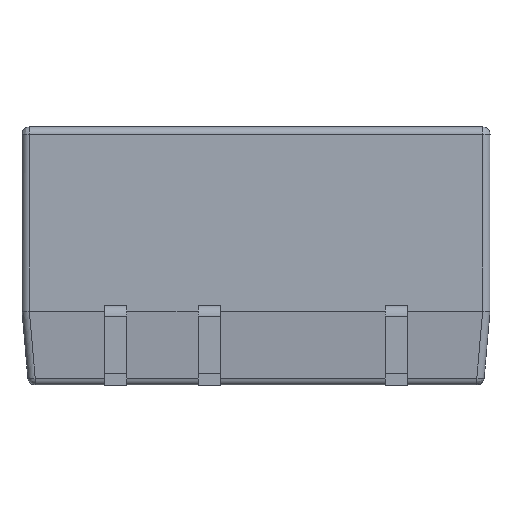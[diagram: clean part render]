
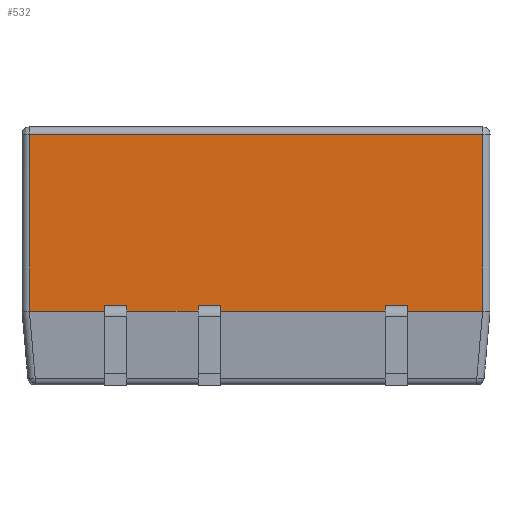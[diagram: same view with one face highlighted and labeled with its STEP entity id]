
A CAD part, front view. The second image highlights one B-rep face of the part: STEP entity #532.
In plain terms, the highlighted planar face has unit normal (0, -1, 0).
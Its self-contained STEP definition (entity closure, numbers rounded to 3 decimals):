
#161 = VERTEX_POINT ( 'NONE', #6896 ) ;
#217 = VERTEX_POINT ( 'NONE', #8009 ) ;
#301 = ORIENTED_EDGE ( 'NONE', *, *, #6521, .T. ) ;
#345 = LINE ( 'NONE', #2971, #6475 ) ;
#418 = CARTESIAN_POINT ( 'NONE',  ( 6.35, -4.15, 7. ) ) ;
#439 = VECTOR ( 'NONE', #5885, 1000. ) ;
#472 = LINE ( 'NONE', #7335, #7004 ) ;
#532 = ADVANCED_FACE ( 'NONE', ( #2383 ), #6641, .T. ) ;
#535 = EDGE_CURVE ( 'NONE', #5639, #7526, #1153, .T. ) ;
#567 = VECTOR ( 'NONE', #7595, 1000. ) ;
#730 = CARTESIAN_POINT ( 'NONE',  ( -3.51, -4.15, -0.003 ) ) ;
#745 = ORIENTED_EDGE ( 'NONE', *, *, #2000, .T. ) ;
#747 = VECTOR ( 'NONE', #7066, 1000. ) ;
#795 = VERTEX_POINT ( 'NONE', #6092 ) ;
#866 = EDGE_CURVE ( 'NONE', #2789, #795, #6300, .T. ) ;
#874 = DIRECTION ( 'NONE',  ( 1., 0., 0. ) ) ;
#1119 = DIRECTION ( 'NONE',  ( 1., 0., 0. ) ) ;
#1120 = ORIENTED_EDGE ( 'NONE', *, *, #4010, .T. ) ;
#1153 = LINE ( 'NONE', #4216, #2388 ) ;
#1174 = VERTEX_POINT ( 'NONE', #3074 ) ;
#1224 = CARTESIAN_POINT ( 'NONE',  ( -6.15, -4.15, 7. ) ) ;
#1229 = EDGE_CURVE ( 'NONE', #4553, #4021, #5147, .T. ) ;
#1337 = CARTESIAN_POINT ( 'NONE',  ( -4.11, -4.15, 0.297 ) ) ;
#1342 = CARTESIAN_POINT ( 'NONE',  ( 6.35, -4.15, 2.15 ) ) ;
#1358 = EDGE_LOOP ( 'NONE', ( #1737, #6301, #1649, #7742, #2236, #3886, #3817, #3288, #4430, #5240, #7055, #6557, #301, #1937, #1120, #745 ) ) ;
#1488 = EDGE_CURVE ( 'NONE', #6894, #2443, #3378, .T. ) ;
#1563 = DIRECTION ( 'NONE',  ( 0., 0., 1. ) ) ;
#1612 = CARTESIAN_POINT ( 'NONE',  ( 3.51, -4.15, 2.15 ) ) ;
#1649 = ORIENTED_EDGE ( 'NONE', *, *, #5363, .T. ) ;
#1737 = ORIENTED_EDGE ( 'NONE', *, *, #3356, .T. ) ;
#1742 = VERTEX_POINT ( 'NONE', #2532 ) ;
#1785 = DIRECTION ( 'NONE',  ( 0., 0., -1. ) ) ;
#1937 = ORIENTED_EDGE ( 'NONE', *, *, #3709, .F. ) ;
#1999 = EDGE_CURVE ( 'NONE', #6894, #5821, #5606, .T. ) ;
#2000 = EDGE_CURVE ( 'NONE', #1174, #3609, #5525, .T. ) ;
#2120 = LINE ( 'NONE', #4019, #4620 ) ;
#2152 = VERTEX_POINT ( 'NONE', #6381 ) ;
#2182 = LINE ( 'NONE', #7821, #5692 ) ;
#2236 = ORIENTED_EDGE ( 'NONE', *, *, #5319, .F. ) ;
#2276 = DIRECTION ( 'NONE',  ( 0., -1., 0. ) ) ;
#2323 = LINE ( 'NONE', #4232, #3826 ) ;
#2383 = FACE_OUTER_BOUND ( 'NONE', #1358, .T. ) ;
#2388 = VECTOR ( 'NONE', #6180, 1000. ) ;
#2443 = VERTEX_POINT ( 'NONE', #5121 ) ;
#2532 = CARTESIAN_POINT ( 'NONE',  ( 6.15, -4.15, 2. ) ) ;
#2634 = LINE ( 'NONE', #3917, #7567 ) ;
#2716 = CARTESIAN_POINT ( 'NONE',  ( -6.15, -4.15, 6.8 ) ) ;
#2789 = VERTEX_POINT ( 'NONE', #2716 ) ;
#2932 = DIRECTION ( 'NONE',  ( 0., 0., 1. ) ) ;
#2953 = DIRECTION ( 'NONE',  ( 1., 0., 0. ) ) ;
#2962 = CARTESIAN_POINT ( 'NONE',  ( -0.97, -4.15, -0.003 ) ) ;
#2971 = CARTESIAN_POINT ( 'NONE',  ( 6.15, -4.15, 7. ) ) ;
#3057 = CARTESIAN_POINT ( 'NONE',  ( 6.35, -4.15, 2. ) ) ;
#3074 = CARTESIAN_POINT ( 'NONE',  ( 3.51, -4.15, 2. ) ) ;
#3206 = DIRECTION ( 'NONE',  ( 1., 0., 0. ) ) ;
#3288 = ORIENTED_EDGE ( 'NONE', *, *, #1229, .F. ) ;
#3356 = EDGE_CURVE ( 'NONE', #3609, #5639, #6336, .T. ) ;
#3378 = LINE ( 'NONE', #730, #747 ) ;
#3406 = EDGE_CURVE ( 'NONE', #161, #5821, #2323, .T. ) ;
#3609 = VERTEX_POINT ( 'NONE', #1612 ) ;
#3686 = EDGE_CURVE ( 'NONE', #795, #4021, #2120, .T. ) ;
#3709 = EDGE_CURVE ( 'NONE', #217, #2152, #7238, .T. ) ;
#3723 = AXIS2_PLACEMENT_3D ( 'NONE', #418, #2276, #7314 ) ;
#3817 = ORIENTED_EDGE ( 'NONE', *, *, #3686, .T. ) ;
#3826 = VECTOR ( 'NONE', #1785, 1000. ) ;
#3886 = ORIENTED_EDGE ( 'NONE', *, *, #866, .T. ) ;
#3917 = CARTESIAN_POINT ( 'NONE',  ( 6.35, -4.15, 2.15 ) ) ;
#4010 = EDGE_CURVE ( 'NONE', #217, #1174, #2182, .T. ) ;
#4019 = CARTESIAN_POINT ( 'NONE',  ( 6.35, -4.15, 2. ) ) ;
#4021 = VERTEX_POINT ( 'NONE', #4663 ) ;
#4079 = CARTESIAN_POINT ( 'NONE',  ( -4.11, -4.15, 2.15 ) ) ;
#4216 = CARTESIAN_POINT ( 'NONE',  ( 4.11, -4.15, 0.297 ) ) ;
#4232 = CARTESIAN_POINT ( 'NONE',  ( -1.57, -4.15, 0.297 ) ) ;
#4253 = EDGE_CURVE ( 'NONE', #1742, #6330, #345, .T. ) ;
#4314 = VECTOR ( 'NONE', #6230, 1000. ) ;
#4430 = ORIENTED_EDGE ( 'NONE', *, *, #6016, .T. ) ;
#4553 = VERTEX_POINT ( 'NONE', #4079 ) ;
#4620 = VECTOR ( 'NONE', #874, 1000. ) ;
#4648 = CARTESIAN_POINT ( 'NONE',  ( 4.11, -4.15, 2. ) ) ;
#4663 = CARTESIAN_POINT ( 'NONE',  ( -4.11, -4.15, 2. ) ) ;
#5118 = DIRECTION ( 'NONE',  ( 1., 0., 0. ) ) ;
#5121 = CARTESIAN_POINT ( 'NONE',  ( -3.51, -4.15, 2.15 ) ) ;
#5147 = LINE ( 'NONE', #1337, #7692 ) ;
#5240 = ORIENTED_EDGE ( 'NONE', *, *, #1488, .F. ) ;
#5276 = CARTESIAN_POINT ( 'NONE',  ( -1.57, -4.15, 2. ) ) ;
#5319 = EDGE_CURVE ( 'NONE', #2789, #6330, #6614, .T. ) ;
#5363 = EDGE_CURVE ( 'NONE', #7526, #1742, #472, .T. ) ;
#5525 = LINE ( 'NONE', #5567, #4314 ) ;
#5567 = CARTESIAN_POINT ( 'NONE',  ( 3.51, -4.15, -0.003 ) ) ;
#5606 = LINE ( 'NONE', #3057, #6283 ) ;
#5639 = VERTEX_POINT ( 'NONE', #6254 ) ;
#5657 = VECTOR ( 'NONE', #3206, 1000. ) ;
#5692 = VECTOR ( 'NONE', #6512, 1000. ) ;
#5821 = VERTEX_POINT ( 'NONE', #5276 ) ;
#5885 = DIRECTION ( 'NONE',  ( 1., 0., 0. ) ) ;
#6016 = EDGE_CURVE ( 'NONE', #4553, #2443, #7301, .T. ) ;
#6041 = DIRECTION ( 'NONE',  ( 1., 0., 0. ) ) ;
#6086 = VECTOR ( 'NONE', #2953, 1000. ) ;
#6092 = CARTESIAN_POINT ( 'NONE',  ( -6.15, -4.15, 2. ) ) ;
#6180 = DIRECTION ( 'NONE',  ( 0., 0., -1. ) ) ;
#6218 = VECTOR ( 'NONE', #1563, 1000. ) ;
#6230 = DIRECTION ( 'NONE',  ( 0., 0., 1. ) ) ;
#6254 = CARTESIAN_POINT ( 'NONE',  ( 4.11, -4.15, 2.15 ) ) ;
#6283 = VECTOR ( 'NONE', #1119, 1000. ) ;
#6300 = LINE ( 'NONE', #1224, #567 ) ;
#6301 = ORIENTED_EDGE ( 'NONE', *, *, #535, .T. ) ;
#6330 = VERTEX_POINT ( 'NONE', #7611 ) ;
#6336 = LINE ( 'NONE', #1342, #5657 ) ;
#6381 = CARTESIAN_POINT ( 'NONE',  ( -0.97, -4.15, 2.15 ) ) ;
#6475 = VECTOR ( 'NONE', #2932, 1000. ) ;
#6504 = CARTESIAN_POINT ( 'NONE',  ( 6.35, -4.15, 6.8 ) ) ;
#6512 = DIRECTION ( 'NONE',  ( 1., 0., 0. ) ) ;
#6521 = EDGE_CURVE ( 'NONE', #161, #2152, #2634, .T. ) ;
#6557 = ORIENTED_EDGE ( 'NONE', *, *, #3406, .F. ) ;
#6614 = LINE ( 'NONE', #6504, #439 ) ;
#6641 = PLANE ( 'NONE',  #3723 ) ;
#6702 = CARTESIAN_POINT ( 'NONE',  ( 6.35, -4.15, 2.15 ) ) ;
#6894 = VERTEX_POINT ( 'NONE', #8051 ) ;
#6896 = CARTESIAN_POINT ( 'NONE',  ( -1.57, -4.15, 2.15 ) ) ;
#7004 = VECTOR ( 'NONE', #6041, 1000. ) ;
#7055 = ORIENTED_EDGE ( 'NONE', *, *, #1999, .T. ) ;
#7066 = DIRECTION ( 'NONE',  ( 0., 0., 1. ) ) ;
#7238 = LINE ( 'NONE', #2962, #6218 ) ;
#7301 = LINE ( 'NONE', #6702, #6086 ) ;
#7314 = DIRECTION ( 'NONE',  ( 1., 0., 0. ) ) ;
#7335 = CARTESIAN_POINT ( 'NONE',  ( 6.35, -4.15, 2. ) ) ;
#7526 = VERTEX_POINT ( 'NONE', #4648 ) ;
#7567 = VECTOR ( 'NONE', #5118, 1000. ) ;
#7595 = DIRECTION ( 'NONE',  ( 0., 0., -1. ) ) ;
#7611 = CARTESIAN_POINT ( 'NONE',  ( 6.15, -4.15, 6.8 ) ) ;
#7625 = DIRECTION ( 'NONE',  ( 0., 0., -1. ) ) ;
#7692 = VECTOR ( 'NONE', #7625, 1000. ) ;
#7742 = ORIENTED_EDGE ( 'NONE', *, *, #4253, .T. ) ;
#7821 = CARTESIAN_POINT ( 'NONE',  ( 6.35, -4.15, 2. ) ) ;
#8009 = CARTESIAN_POINT ( 'NONE',  ( -0.97, -4.15, 2. ) ) ;
#8051 = CARTESIAN_POINT ( 'NONE',  ( -3.51, -4.15, 2. ) ) ;
